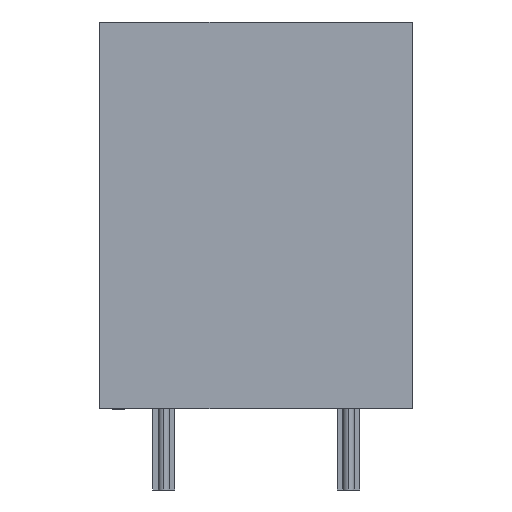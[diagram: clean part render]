
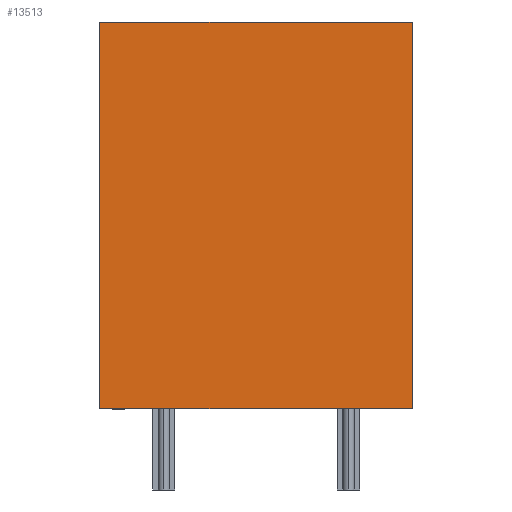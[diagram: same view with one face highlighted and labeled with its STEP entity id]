
A CAD part, left-side view. The second image highlights one B-rep face of the part: STEP entity #13513.
In plain terms, the highlighted planar face has unit normal (-1, 0, 0).
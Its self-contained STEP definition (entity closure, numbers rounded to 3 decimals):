
#196 = CARTESIAN_POINT ( 'NONE',  ( -14.5, 6.35, 15.7 ) ) ;
#219 = CARTESIAN_POINT ( 'NONE',  ( -14.5, -6.35, 0. ) ) ;
#265 = DIRECTION ( 'NONE',  ( 0., -1., 0. ) ) ;
#871 = CARTESIAN_POINT ( 'NONE',  ( -14.5, 6.35, 15.7 ) ) ;
#1323 = ORIENTED_EDGE ( 'NONE', *, *, #5328, .T. ) ;
#1327 = CARTESIAN_POINT ( 'NONE',  ( -14.5, -6.35, 15.7 ) ) ;
#1566 = CARTESIAN_POINT ( 'NONE',  ( -14.5, 6.35, 0. ) ) ;
#3242 = PLANE ( 'NONE',  #5863 ) ;
#3749 = DIRECTION ( 'NONE',  ( 0., 0., -1. ) ) ;
#3901 = VERTEX_POINT ( 'NONE', #10399 ) ;
#4373 = DIRECTION ( 'NONE',  ( 0., -1., 0. ) ) ;
#4523 = EDGE_CURVE ( 'NONE', #9798, #14307, #9753, .T. ) ;
#5328 = EDGE_CURVE ( 'NONE', #3901, #14307, #14117, .T. ) ;
#5863 = AXIS2_PLACEMENT_3D ( 'NONE', #196, #14200, #7177 ) ;
#6418 = ORIENTED_EDGE ( 'NONE', *, *, #12929, .T. ) ;
#7177 = DIRECTION ( 'NONE',  ( 0., 0., -1. ) ) ;
#7899 = LINE ( 'NONE', #13579, #11477 ) ;
#7931 = VERTEX_POINT ( 'NONE', #11216 ) ;
#8069 = LINE ( 'NONE', #871, #11760 ) ;
#8276 = CARTESIAN_POINT ( 'NONE',  ( -14.5, -6.35, 15.7 ) ) ;
#9753 = LINE ( 'NONE', #1327, #9878 ) ;
#9798 = VERTEX_POINT ( 'NONE', #8276 ) ;
#9857 = ORIENTED_EDGE ( 'NONE', *, *, #4523, .F. ) ;
#9878 = VECTOR ( 'NONE', #3749, 1000. ) ;
#10380 = EDGE_LOOP ( 'NONE', ( #1323, #9857, #13826, #6418 ) ) ;
#10399 = CARTESIAN_POINT ( 'NONE',  ( -14.5, 6.35, 0. ) ) ;
#11101 = VECTOR ( 'NONE', #265, 1000. ) ;
#11216 = CARTESIAN_POINT ( 'NONE',  ( -14.5, 6.35, 15.7 ) ) ;
#11477 = VECTOR ( 'NONE', #11596, 1000. ) ;
#11596 = DIRECTION ( 'NONE',  ( 0., 0., -1. ) ) ;
#11760 = VECTOR ( 'NONE', #4373, 1000. ) ;
#12929 = EDGE_CURVE ( 'NONE', #7931, #3901, #7899, .T. ) ;
#13513 = ADVANCED_FACE ( 'NONE', ( #13736 ), #3242, .F. ) ;
#13579 = CARTESIAN_POINT ( 'NONE',  ( -14.5, 6.35, 15.7 ) ) ;
#13736 = FACE_OUTER_BOUND ( 'NONE', #10380, .T. ) ;
#13788 = EDGE_CURVE ( 'NONE', #7931, #9798, #8069, .T. ) ;
#13826 = ORIENTED_EDGE ( 'NONE', *, *, #13788, .F. ) ;
#14117 = LINE ( 'NONE', #1566, #11101 ) ;
#14200 = DIRECTION ( 'NONE',  ( 1., 0., 0. ) ) ;
#14307 = VERTEX_POINT ( 'NONE', #219 ) ;
